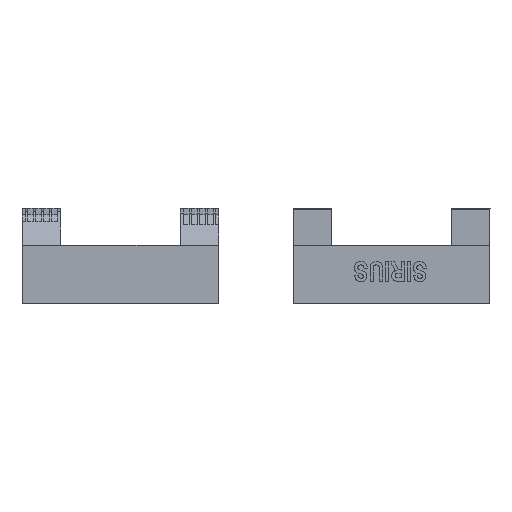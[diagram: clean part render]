
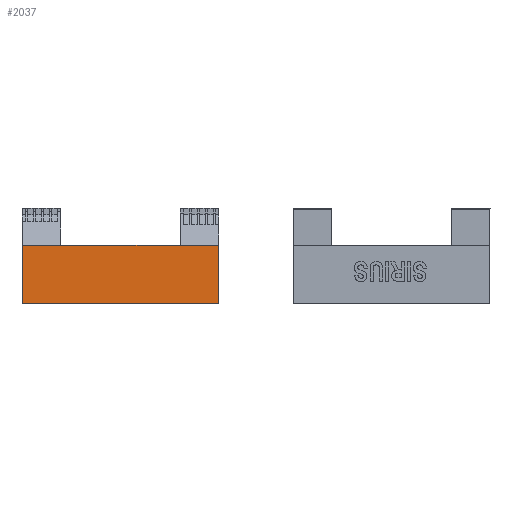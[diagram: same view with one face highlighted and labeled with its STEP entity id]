
A CAD part, front view. The second image highlights one B-rep face of the part: STEP entity #2037.
In plain terms, the highlighted planar face has unit normal (0, -1, 0).
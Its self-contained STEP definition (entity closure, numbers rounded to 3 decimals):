
#279 = DIRECTION ( 'NONE',  ( 0., 0., -1. ) ) ;
#383 = ORIENTED_EDGE ( 'NONE', *, *, #2561, .T. ) ;
#496 = ORIENTED_EDGE ( 'NONE', *, *, #4176, .T. ) ;
#517 = LINE ( 'NONE', #1063, #7776 ) ;
#659 = CARTESIAN_POINT ( 'NONE',  ( 6873.666, -4772.551, 208.48 ) ) ;
#715 = VECTOR ( 'NONE', #279, 1000. ) ;
#1063 = CARTESIAN_POINT ( 'NONE',  ( 6922.667, -4772.551, 226.48 ) ) ;
#1101 = DIRECTION ( 'NONE',  ( 1., 0., 0. ) ) ;
#2037 = ADVANCED_FACE ( 'NONE', ( #7313 ), #5709, .F. ) ;
#2331 = VERTEX_POINT ( 'NONE', #10320 ) ;
#2343 = CARTESIAN_POINT ( 'NONE',  ( 0., -4772.551, 0. ) ) ;
#2498 = EDGE_CURVE ( 'NONE', #6490, #10213, #10236, .T. ) ;
#2561 = EDGE_CURVE ( 'NONE', #9994, #7666, #3895, .T. ) ;
#2929 = DIRECTION ( 'NONE',  ( 1., 0., 0. ) ) ;
#2935 = LINE ( 'NONE', #4619, #9692 ) ;
#3085 = CARTESIAN_POINT ( 'NONE',  ( 6885.666, -4772.551, 226.48 ) ) ;
#3210 = DIRECTION ( 'NONE',  ( 0., 0., 1. ) ) ;
#3522 = CARTESIAN_POINT ( 'NONE',  ( 6922.667, -4772.551, 226.48 ) ) ;
#3821 = LINE ( 'NONE', #6041, #4229 ) ;
#3895 = LINE ( 'NONE', #6545, #5806 ) ;
#4176 = EDGE_CURVE ( 'NONE', #6490, #2331, #2935, .T. ) ;
#4229 = VECTOR ( 'NONE', #6118, 1000. ) ;
#4522 = CARTESIAN_POINT ( 'NONE',  ( 6885.666, -4772.551, 226.48 ) ) ;
#4619 = CARTESIAN_POINT ( 'NONE',  ( 6885.666, -4772.551, 226.48 ) ) ;
#5463 = EDGE_CURVE ( 'NONE', #10213, #8248, #517, .T. ) ;
#5709 = PLANE ( 'NONE',  #5997 ) ;
#5806 = VECTOR ( 'NONE', #6428, 1000. ) ;
#5997 = AXIS2_PLACEMENT_3D ( 'NONE', #2343, #6704, #3210 ) ;
#6041 = CARTESIAN_POINT ( 'NONE',  ( 6934.667, -4772.551, 230.04 ) ) ;
#6118 = DIRECTION ( 'NONE',  ( 0., 0., 1. ) ) ;
#6214 = VECTOR ( 'NONE', #2929, 1000. ) ;
#6428 = DIRECTION ( 'NONE',  ( 1., 0., 0. ) ) ;
#6484 = ORIENTED_EDGE ( 'NONE', *, *, #5463, .F. ) ;
#6490 = VERTEX_POINT ( 'NONE', #4522 ) ;
#6545 = CARTESIAN_POINT ( 'NONE',  ( 6934.667, -4772.551, 208.48 ) ) ;
#6704 = DIRECTION ( 'NONE',  ( 0., 1., 0. ) ) ;
#6846 = ORIENTED_EDGE ( 'NONE', *, *, #10185, .T. ) ;
#7123 = CARTESIAN_POINT ( 'NONE',  ( 6873.666, -4772.551, 208.48 ) ) ;
#7313 = FACE_OUTER_BOUND ( 'NONE', #9856, .T. ) ;
#7666 = VERTEX_POINT ( 'NONE', #9819 ) ;
#7776 = VECTOR ( 'NONE', #1101, 1000. ) ;
#8000 = DIRECTION ( 'NONE',  ( -1., 0., 0. ) ) ;
#8248 = VERTEX_POINT ( 'NONE', #9102 ) ;
#8773 = EDGE_CURVE ( 'NONE', #7666, #8248, #3821, .T. ) ;
#8790 = ORIENTED_EDGE ( 'NONE', *, *, #8773, .T. ) ;
#9102 = CARTESIAN_POINT ( 'NONE',  ( 6934.667, -4772.551, 226.48 ) ) ;
#9692 = VECTOR ( 'NONE', #8000, 1000. ) ;
#9745 = ORIENTED_EDGE ( 'NONE', *, *, #2498, .F. ) ;
#9819 = CARTESIAN_POINT ( 'NONE',  ( 6934.667, -4772.551, 208.48 ) ) ;
#9856 = EDGE_LOOP ( 'NONE', ( #9745, #496, #6846, #383, #8790, #6484 ) ) ;
#9994 = VERTEX_POINT ( 'NONE', #659 ) ;
#10185 = EDGE_CURVE ( 'NONE', #2331, #9994, #10392, .T. ) ;
#10213 = VERTEX_POINT ( 'NONE', #3522 ) ;
#10236 = LINE ( 'NONE', #3085, #6214 ) ;
#10320 = CARTESIAN_POINT ( 'NONE',  ( 6873.666, -4772.551, 226.48 ) ) ;
#10392 = LINE ( 'NONE', #7123, #715 ) ;
